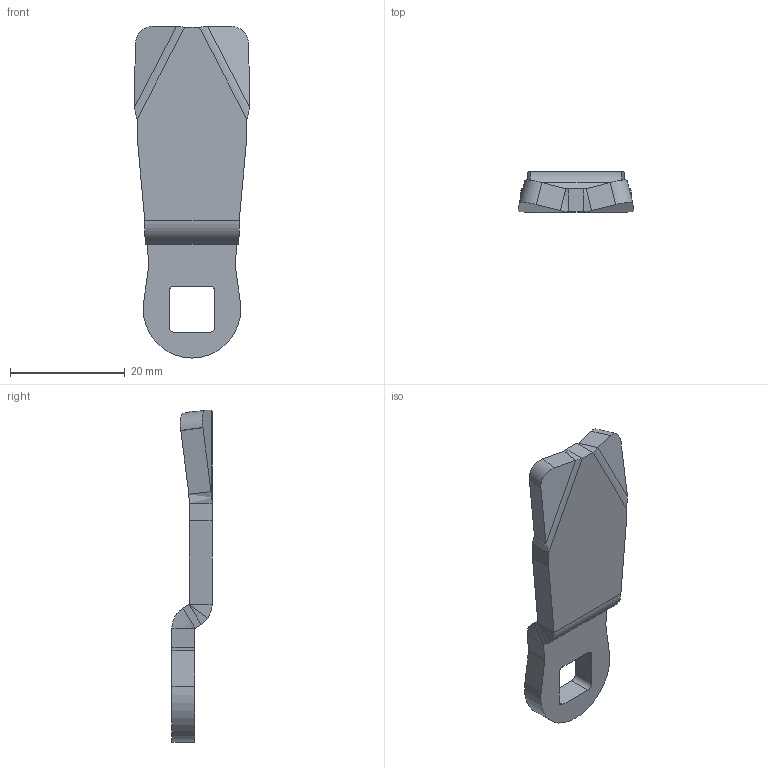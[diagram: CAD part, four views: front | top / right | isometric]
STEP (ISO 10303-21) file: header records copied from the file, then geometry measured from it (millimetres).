
FILE_DESCRIPTION (( 'STEP AP203' ), '1' );
FILE_NAME ('1059 DIL.STEP', '2022-07-06T12:53:31', ( '' ), ( '' ), 'SwSTEP 2.0', 'SolidWorks 2021', '' );
FILE_SCHEMA (( 'CONFIG_CONTROL_DESIGN' ));
Length unit declared in the file: millimetre
Products named in the file (1): 1059 DIL
Bounding box: 20.06 x 7 x 57.75 mm (x, y, z)
Volume: 3736.2 mm3; surface area: 2569.7 mm2
Topology: 1 solids, 1 shells, 88 faces, 215 edges, 132 vertices
Faces by surface type: plane 43, bspline 27, cylinder 18
Entity records: 3672 total; most frequent: CARTESIAN_POINT 1709, ORIENTED_EDGE 430, DIRECTION 307, EDGE_CURVE 215, LINE 135, VECTOR 135, VERTEX_POINT 132, EDGE_LOOP 93
